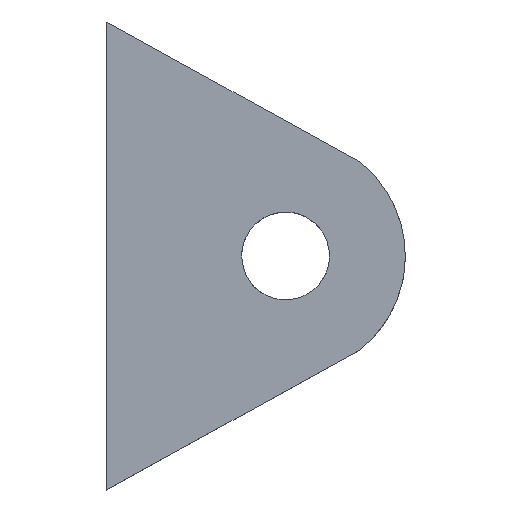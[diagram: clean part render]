
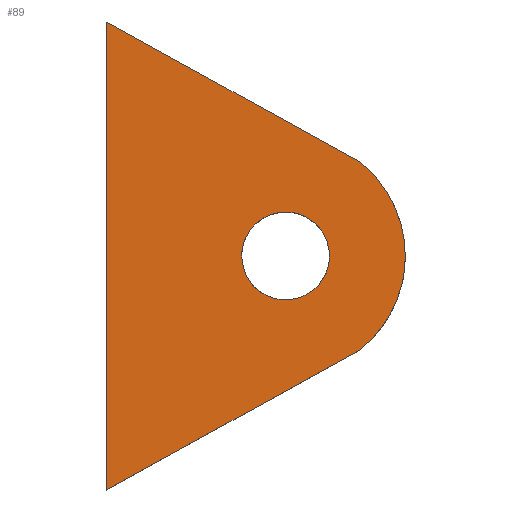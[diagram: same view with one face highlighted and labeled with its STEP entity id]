
A CAD part, top view. The second image highlights one B-rep face of the part: STEP entity #89.
In plain terms, the highlighted free-form (B-spline) face has degree [1, 1] with [2, 2] control points.
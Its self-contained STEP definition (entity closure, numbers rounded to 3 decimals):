
#3 = VERTEX_POINT ( 'NONE', #120 ) ;
#7 = CARTESIAN_POINT ( 'NONE',  ( 72.78, 100.299, 0. ) ) ;
#10 = EDGE_CURVE ( 'NONE', #3, #25, #149, .T. ) ;
#11 = B_SPLINE_CURVE_WITH_KNOTS ( 'NONE', 3,
 ( #320, #166, #286, #14 ),
 .UNSPECIFIED., .F., .F.,
 ( 4, 4 ),
 ( 0., 1. ),
 .UNSPECIFIED. ) ;
#13 = CARTESIAN_POINT ( 'NONE',  ( 83.78, 100.299, 0. ) ) ;
#14 = CARTESIAN_POINT ( 'NONE',  ( 55.859, 129.623, 0. ) ) ;
#15 = ORIENTED_EDGE ( 'NONE', *, *, #10, .T. ) ;
#20 = EDGE_LOOP ( 'NONE', ( #15, #310, #42, #303, #272 ) ) ;
#25 = VERTEX_POINT ( 'NONE', #62 ) ;
#26 = ORIENTED_EDGE ( 'NONE', *, *, #104, .F. ) ;
#27 = CARTESIAN_POINT ( 'NONE',  ( 83.78, 100.299, 0. ) ) ;
#28 = CARTESIAN_POINT ( 'NONE',  ( 93.28, 100.299, 0. ) ) ;
#42 = ORIENTED_EDGE ( 'NONE', *, *, #192, .T. ) ;
#52 = CARTESIAN_POINT ( 'NONE',  ( 89.223, 89.977, 0. ) ) ;
#60 = CARTESIAN_POINT ( 'NONE',  ( 92.64, 104.78, 0. ) ) ;
#62 = CARTESIAN_POINT ( 'NONE',  ( 87.515, 112.12, 0. ) ) ;
#66 = CARTESIAN_POINT ( 'NONE',  ( 55.859, 70.624, 0. ) ) ;
#71 = CARTESIAN_POINT ( 'NONE',  ( 87.515, 88.479, 0. ) ) ;
#73 = VERTEX_POINT ( 'NONE', #13 ) ;
#81 = CARTESIAN_POINT ( 'NONE',  ( 93.28, 99.164, 0. ) ) ;
#89 = ADVANCED_FACE ( 'NONE', ( #194, #368 ), #267, .T. ) ;
#95 = CARTESIAN_POINT ( 'NONE',  ( 72.78, 103.521, 0. ) ) ;
#96 = CARTESIAN_POINT ( 'NONE',  ( 55.859, 129.975, 0. ) ) ;
#101 = CARTESIAN_POINT ( 'NONE',  ( 93.505, 129.975, 0. ) ) ;
#104 = EDGE_CURVE ( 'NONE', #151, #73, #304, .T. ) ;
#106 = CARTESIAN_POINT ( 'NONE',  ( 55.859, 129.623, 0. ) ) ;
#112 = VERTEX_POINT ( 'NONE', #71 ) ;
#115 = CARTESIAN_POINT ( 'NONE',  ( 87.515, 88.479, 0. ) ) ;
#116 = CARTESIAN_POINT ( 'NONE',  ( 91.264, 107.896, 0. ) ) ;
#117 = B_SPLINE_CURVE_WITH_KNOTS ( 'NONE', 3,
 ( #115, #232, #52, #350, #199, #351, #296, #180, #81, #170 ),
 .UNSPECIFIED., .F., .F.,
 ( 4, 2, 2, 2, 4 ),
 ( 5.376, 5.603, 5.829, 6.056, 6.283 ),
 .UNSPECIFIED. ) ;
#120 = CARTESIAN_POINT ( 'NONE',  ( 93.28, 100.299, 0. ) ) ;
#122 = CARTESIAN_POINT ( 'NONE',  ( 90.652, 108.857, 0. ) ) ;
#137 = CARTESIAN_POINT ( 'NONE',  ( 83.78, 100.299, 0. ) ) ;
#138 = VERTEX_POINT ( 'NONE', #364 ) ;
#146 = CARTESIAN_POINT ( 'NONE',  ( 76.963, 82.645, 0. ) ) ;
#149 = B_SPLINE_CURVE_WITH_KNOTS ( 'NONE', 3,
 ( #28, #241, #356, #60, #153, #116, #122, #243, #238, #358 ),
 .UNSPECIFIED., .F., .F.,
 ( 4, 2, 2, 2, 4 ),
 ( 0., 0.227, 0.454, 0.681, 0.908 ),
 .UNSPECIFIED. ) ;
#151 = VERTEX_POINT ( 'NONE', #197 ) ;
#153 = CARTESIAN_POINT ( 'NONE',  ( 92.26, 105.854, 0. ) ) ;
#165 = EDGE_CURVE ( 'NONE', #25, #138, #11, .T. ) ;
#166 = CARTESIAN_POINT ( 'NONE',  ( 76.963, 117.954, 0. ) ) ;
#170 = CARTESIAN_POINT ( 'NONE',  ( 93.28, 100.299, 0. ) ) ;
#180 = CARTESIAN_POINT ( 'NONE',  ( 93.151, 98.032, 0. ) ) ;
#192 = EDGE_CURVE ( 'NONE', #138, #300, #367, .T. ) ;
#194 = FACE_BOUND ( 'NONE', #335, .T. ) ;
#197 = CARTESIAN_POINT ( 'NONE',  ( 72.78, 100.299, 0. ) ) ;
#199 = CARTESIAN_POINT ( 'NONE',  ( 91.264, 92.703, 0. ) ) ;
#203 = CARTESIAN_POINT ( 'NONE',  ( 87.515, 88.479, 0. ) ) ;
#217 = CARTESIAN_POINT ( 'NONE',  ( 75.058, 105.799, 0. ) ) ;
#228 = CARTESIAN_POINT ( 'NONE',  ( 55.859, 70.975, 0. ) ) ;
#232 = CARTESIAN_POINT ( 'NONE',  ( 88.41, 89.178, 0. ) ) ;
#238 = CARTESIAN_POINT ( 'NONE',  ( 88.41, 111.42, 0. ) ) ;
#241 = CARTESIAN_POINT ( 'NONE',  ( 93.28, 101.435, 0. ) ) ;
#243 = CARTESIAN_POINT ( 'NONE',  ( 89.223, 110.622, 0. ) ) ;
#249 = EDGE_CURVE ( 'NONE', #112, #3, #117, .T. ) ;
#267 = B_SPLINE_SURFACE_WITH_KNOTS ( 'NONE', 1, 1, ( 
 ( #66, #96 ),
 ( #315, #101 ) ),
 .UNSPECIFIED., .F., .F., .F.,
 ( 2, 2 ),
 ( 2, 2 ),
 ( 0., 1. ),
 ( 0., 1. ),
 .UNSPECIFIED. ) ;
#270 = ORIENTED_EDGE ( 'NONE', *, *, #360, .F. ) ;
#271 = CARTESIAN_POINT ( 'NONE',  ( 55.859, 70.975, 0. ) ) ;
#272 = ORIENTED_EDGE ( 'NONE', *, *, #249, .T. ) ;
#278 = EDGE_CURVE ( 'NONE', #300, #112, #321, .T. ) ;
#286 = CARTESIAN_POINT ( 'NONE',  ( 66.411, 123.789, 0. ) ) ;
#290 = CARTESIAN_POINT ( 'NONE',  ( 83.78, 89.299, 0. ) ) ;
#292 = CARTESIAN_POINT ( 'NONE',  ( 66.411, 76.81, 0. ) ) ;
#296 = CARTESIAN_POINT ( 'NONE',  ( 92.64, 95.819, 0. ) ) ;
#300 = VERTEX_POINT ( 'NONE', #271 ) ;
#302 = CARTESIAN_POINT ( 'NONE',  ( 55.859, 70.975, 0. ) ) ;
#303 = ORIENTED_EDGE ( 'NONE', *, *, #278, .T. ) ;
#304 =( BOUNDED_CURVE ( )  B_SPLINE_CURVE ( 3, ( #371, #341, #290, #137 ),
 .UNSPECIFIED., .F., .T. ) 
 B_SPLINE_CURVE_WITH_KNOTS ( ( 4, 4 ),
 ( -3.142, 0. ),
 .UNSPECIFIED. ) 
 CURVE ( )  GEOMETRIC_REPRESENTATION_ITEM ( )  RATIONAL_B_SPLINE_CURVE ( ( 1., 0.333, 0.333, 1. ) ) 
 REPRESENTATION_ITEM ( '' )  );
#306 =( BOUNDED_CURVE ( )  B_SPLINE_CURVE ( 3, ( #27, #359, #333, #331, #217, #95, #7 ),
 .UNSPECIFIED., .F., .T. ) 
 B_SPLINE_CURVE_WITH_KNOTS ( ( 4, 3, 4 ),
 ( -3.142, -1.571, 0. ),
 .UNSPECIFIED. ) 
 CURVE ( )  GEOMETRIC_REPRESENTATION_ITEM ( )  RATIONAL_B_SPLINE_CURVE ( ( 1., 0.805, 0.805, 1., 0.805, 0.805, 1. ) ) 
 REPRESENTATION_ITEM ( '' )  );
#310 = ORIENTED_EDGE ( 'NONE', *, *, #165, .T. ) ;
#315 = CARTESIAN_POINT ( 'NONE',  ( 93.505, 70.624, 0. ) ) ;
#320 = CARTESIAN_POINT ( 'NONE',  ( 87.515, 112.12, 0. ) ) ;
#321 = B_SPLINE_CURVE_WITH_KNOTS ( 'NONE', 3,
 ( #302, #292, #146, #203 ),
 .UNSPECIFIED., .F., .F.,
 ( 4, 4 ),
 ( 0., 1. ),
 .UNSPECIFIED. ) ;
#331 = CARTESIAN_POINT ( 'NONE',  ( 78.28, 105.799, 0. ) ) ;
#333 = CARTESIAN_POINT ( 'NONE',  ( 81.502, 105.799, 0. ) ) ;
#335 = EDGE_LOOP ( 'NONE', ( #270, #26 ) ) ;
#341 = CARTESIAN_POINT ( 'NONE',  ( 72.78, 89.299, 0. ) ) ;
#350 = CARTESIAN_POINT ( 'NONE',  ( 90.652, 91.742, 0. ) ) ;
#351 = CARTESIAN_POINT ( 'NONE',  ( 92.26, 94.745, 0. ) ) ;
#356 = CARTESIAN_POINT ( 'NONE',  ( 93.151, 102.567, 0. ) ) ;
#358 = CARTESIAN_POINT ( 'NONE',  ( 87.515, 112.12, 0. ) ) ;
#359 = CARTESIAN_POINT ( 'NONE',  ( 83.78, 103.521, 0. ) ) ;
#360 = EDGE_CURVE ( 'NONE', #73, #151, #306, .T. ) ;
#364 = CARTESIAN_POINT ( 'NONE',  ( 55.859, 129.623, 0. ) ) ;
#367 = B_SPLINE_CURVE_WITH_KNOTS ( 'NONE', 1,
 ( #106, #228 ),
 .UNSPECIFIED., .F., .F.,
 ( 2, 2 ),
 ( 0., 1. ),
 .UNSPECIFIED. ) ;
#368 = FACE_OUTER_BOUND ( 'NONE', #20, .T. ) ;
#371 = CARTESIAN_POINT ( 'NONE',  ( 72.78, 100.299, 0. ) ) ;
